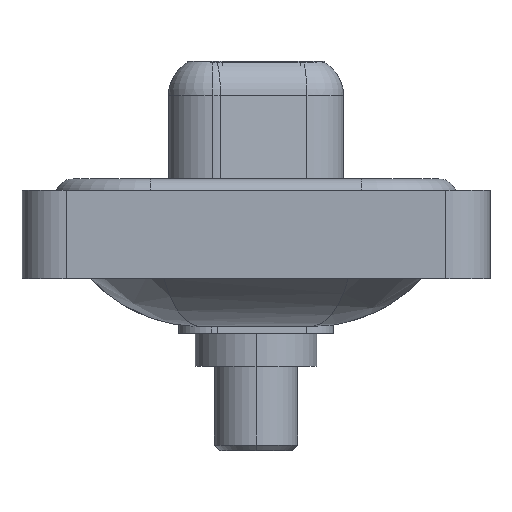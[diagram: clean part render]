
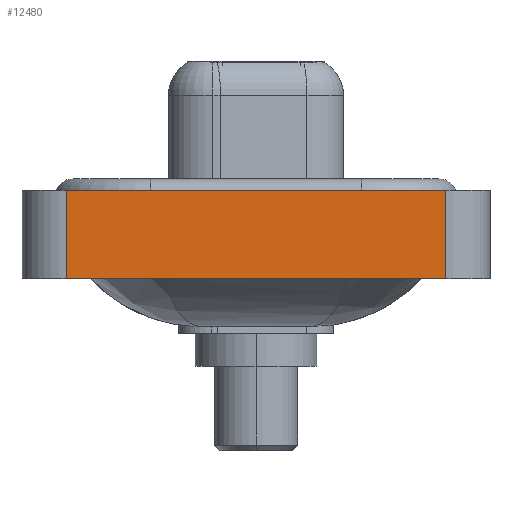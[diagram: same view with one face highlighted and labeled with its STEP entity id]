
A CAD part, left-side view. The second image highlights one B-rep face of the part: STEP entity #12480.
In plain terms, the highlighted planar face has unit normal (-1, 0, 0).
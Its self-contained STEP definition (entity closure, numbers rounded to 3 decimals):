
#573 = CARTESIAN_POINT ( 'NONE',  ( -7.25, -8.55, 0.4 ) ) ;
#1047 = VERTEX_POINT ( 'NONE', #12170 ) ;
#1253 = VECTOR ( 'NONE', #6595, 1000. ) ;
#1278 = VECTOR ( 'NONE', #12438, 1000. ) ;
#2508 = CARTESIAN_POINT ( 'NONE',  ( -7.25, -8.55, -3.6 ) ) ;
#3057 = CARTESIAN_POINT ( 'NONE',  ( -7.25, -8.55, -3.6 ) ) ;
#3202 = EDGE_CURVE ( 'NONE', #10614, #1047, #4444, .T. ) ;
#3216 = DIRECTION ( 'NONE',  ( -1., 0., 0. ) ) ;
#3465 = EDGE_LOOP ( 'NONE', ( #5495, #8462, #6329, #13745 ) ) ;
#3546 = CARTESIAN_POINT ( 'NONE',  ( -7.25, -8.55, -3.6 ) ) ;
#3723 = LINE ( 'NONE', #2508, #6473 ) ;
#4186 = DIRECTION ( 'NONE',  ( 0., 0., 1. ) ) ;
#4267 = CARTESIAN_POINT ( 'NONE',  ( -7.25, -8.55, -3.6 ) ) ;
#4346 = PLANE ( 'NONE',  #6414 ) ;
#4444 = LINE ( 'NONE', #573, #1253 ) ;
#5068 = LINE ( 'NONE', #14883, #5192 ) ;
#5192 = VECTOR ( 'NONE', #13599, 1000. ) ;
#5495 = ORIENTED_EDGE ( 'NONE', *, *, #15734, .T. ) ;
#5567 = VERTEX_POINT ( 'NONE', #3546 ) ;
#5759 = EDGE_CURVE ( 'NONE', #12974, #10614, #5068, .T. ) ;
#6329 = ORIENTED_EDGE ( 'NONE', *, *, #5759, .F. ) ;
#6414 = AXIS2_PLACEMENT_3D ( 'NONE', #4267, #3216, #4186 ) ;
#6473 = VECTOR ( 'NONE', #7494, 1000. ) ;
#6595 = DIRECTION ( 'NONE',  ( 0., -1., 0. ) ) ;
#7494 = DIRECTION ( 'NONE',  ( 0., -1., 0. ) ) ;
#8462 = ORIENTED_EDGE ( 'NONE', *, *, #3202, .F. ) ;
#9154 = LINE ( 'NONE', #3057, #1278 ) ;
#10614 = VERTEX_POINT ( 'NONE', #10905 ) ;
#10905 = CARTESIAN_POINT ( 'NONE',  ( -7.25, 8.55, 0.4 ) ) ;
#11178 = EDGE_CURVE ( 'NONE', #12974, #5567, #3723, .T. ) ;
#12170 = CARTESIAN_POINT ( 'NONE',  ( -7.25, -8.55, 0.4 ) ) ;
#12438 = DIRECTION ( 'NONE',  ( 0., 0., 1. ) ) ;
#12480 = ADVANCED_FACE ( 'NONE', ( #15207 ), #4346, .T. ) ;
#12974 = VERTEX_POINT ( 'NONE', #15342 ) ;
#13599 = DIRECTION ( 'NONE',  ( 0., 0., 1. ) ) ;
#13745 = ORIENTED_EDGE ( 'NONE', *, *, #11178, .T. ) ;
#14883 = CARTESIAN_POINT ( 'NONE',  ( -7.25, 8.55, -3.6 ) ) ;
#15207 = FACE_OUTER_BOUND ( 'NONE', #3465, .T. ) ;
#15342 = CARTESIAN_POINT ( 'NONE',  ( -7.25, 8.55, -3.6 ) ) ;
#15734 = EDGE_CURVE ( 'NONE', #5567, #1047, #9154, .T. ) ;
